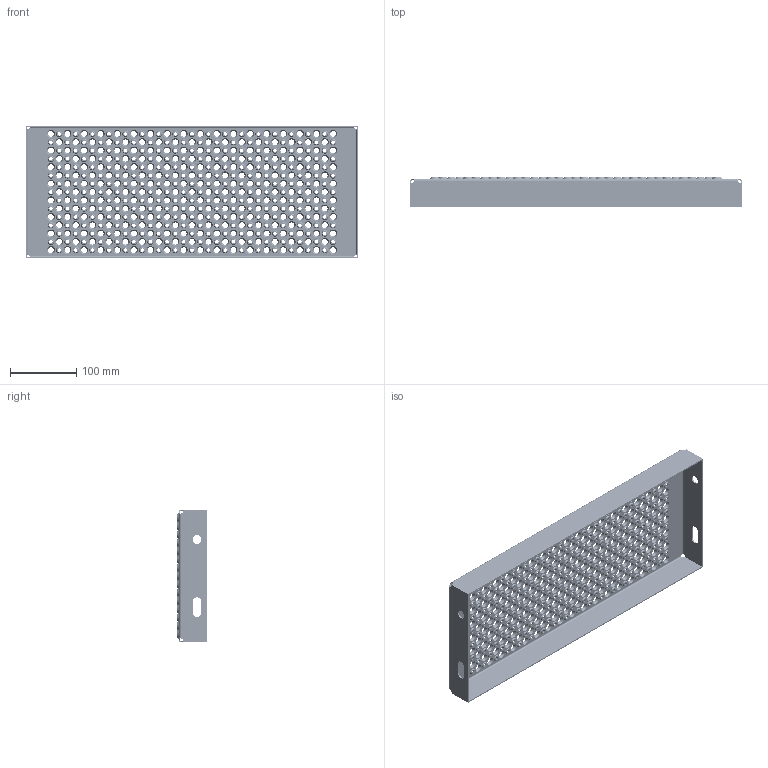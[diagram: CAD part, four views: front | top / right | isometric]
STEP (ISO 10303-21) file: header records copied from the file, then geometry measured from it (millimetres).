
FILE_DESCRIPTION (( 'STEP AP203' ), '1' );
FILE_NAME ('21026_PcP RUSTFRI TRIN_O2_200x500X45mm_M_OPTRÆK.STEP', '2014-01-29T08:22:09', ( '' ), ( '' ), 'SwSTEP 2.0', 'SolidWorks 2013', '' );
FILE_SCHEMA (( 'CONFIG_CONTROL_DESIGN' ));
Products named in the file (1): 21026_PcP RUSTFRI TRIN_O2_200x500X45mm_M_OPTRÆK
Bounding box: 500 x 45 x 200 mm (x, y, z)
Volume: 307551.2 mm3; surface area: 326990.7 mm2
Topology: 1 solids, 1 shells, 3737 faces, 8548 edges, 5338 vertices
Faces by surface type: cone 2100, cylinder 1078, plane 551, bspline 8
Entity records: 109453 total; most frequent: DIRECTION 21266, CARTESIAN_POINT 18216, ORIENTED_EDGE 17096, AXIS2_PLACEMENT_3D 9020, EDGE_CURVE 8548, VERTEX_POINT 5338, EDGE_LOOP 5320, CIRCLE 5290
